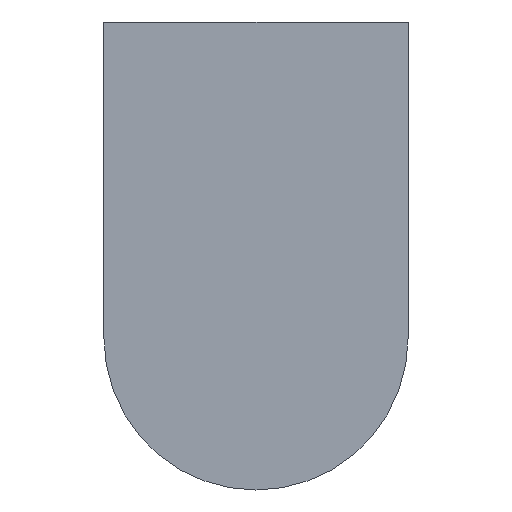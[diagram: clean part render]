
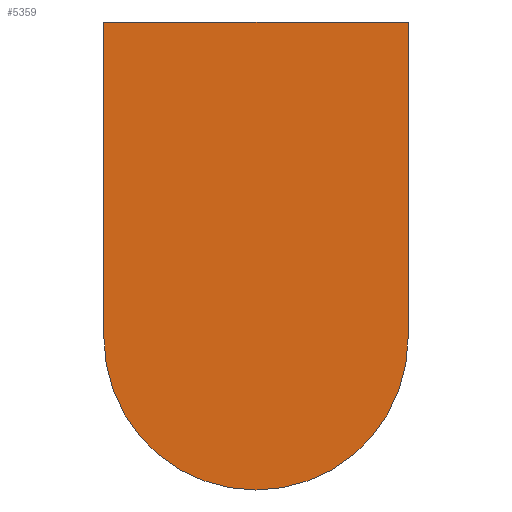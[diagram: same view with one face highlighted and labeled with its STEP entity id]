
A CAD part, front view. The second image highlights one B-rep face of the part: STEP entity #5359.
In plain terms, the highlighted planar face has unit normal (0, -1, 0).
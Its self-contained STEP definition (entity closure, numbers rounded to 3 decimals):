
#94 = DIRECTION ( 'NONE',  ( 0., 0., -1. ) ) ;
#479 = VECTOR ( 'NONE', #94, 1000. ) ;
#887 = CARTESIAN_POINT ( 'NONE',  ( 0., 0., 6.219 ) ) ;
#1183 = DIRECTION ( 'NONE',  ( 0., 1., 0. ) ) ;
#1358 = VERTEX_POINT ( 'NONE', #5162 ) ;
#1359 = DIRECTION ( 'NONE',  ( 0., 0., 1. ) ) ;
#1534 = EDGE_CURVE ( 'NONE', #2390, #8321, #3293, .T. ) ;
#1655 = VECTOR ( 'NONE', #4966, 1000. ) ;
#1737 = CARTESIAN_POINT ( 'NONE',  ( 22.5, 0., -40.5 ) ) ;
#1981 = EDGE_CURVE ( 'NONE', #5526, #1358, #2397, .T. ) ;
#2011 = FACE_OUTER_BOUND ( 'NONE', #3479, .T. ) ;
#2350 = EDGE_CURVE ( 'NONE', #8321, #7759, #5818, .T. ) ;
#2390 = VERTEX_POINT ( 'NONE', #7855 ) ;
#2397 = CIRCLE ( 'NONE', #2787, 22.5 ) ;
#2527 = CARTESIAN_POINT ( 'NONE',  ( 0., 0., -40.5 ) ) ;
#2781 = CARTESIAN_POINT ( 'NONE',  ( 22.5, 0., 6.219 ) ) ;
#2787 = AXIS2_PLACEMENT_3D ( 'NONE', #7507, #3648, #7534 ) ;
#2872 = AXIS2_PLACEMENT_3D ( 'NONE', #7683, #1183, #4479 ) ;
#3281 = CARTESIAN_POINT ( 'NONE',  ( 22.5, 0., 0. ) ) ;
#3293 = LINE ( 'NONE', #887, #6522 ) ;
#3339 = CARTESIAN_POINT ( 'NONE',  ( 0., 0., -63. ) ) ;
#3479 = EDGE_LOOP ( 'NONE', ( #5706, #7519, #7299, #6118, #4475 ) ) ;
#3626 = CARTESIAN_POINT ( 'NONE',  ( -22.5, 0., -40.5 ) ) ;
#3648 = DIRECTION ( 'NONE',  ( 0., 1., 0. ) ) ;
#4268 = LINE ( 'NONE', #3626, #1655 ) ;
#4475 = ORIENTED_EDGE ( 'NONE', *, *, #1534, .F. ) ;
#4479 = DIRECTION ( 'NONE',  ( 0., 0., 1. ) ) ;
#4837 = CIRCLE ( 'NONE', #2872, 22.5 ) ;
#4966 = DIRECTION ( 'NONE',  ( 0., 0., 1. ) ) ;
#5162 = CARTESIAN_POINT ( 'NONE',  ( -22.5, 0., -40.5 ) ) ;
#5187 = EDGE_CURVE ( 'NONE', #7759, #5526, #4837, .T. ) ;
#5359 = ADVANCED_FACE ( 'NONE', ( #2011 ), #6502, .F. ) ;
#5421 = DIRECTION ( 'NONE',  ( 1., 0., 0. ) ) ;
#5487 = AXIS2_PLACEMENT_3D ( 'NONE', #2527, #5778, #1359 ) ;
#5526 = VERTEX_POINT ( 'NONE', #3339 ) ;
#5706 = ORIENTED_EDGE ( 'NONE', *, *, #7131, .F. ) ;
#5778 = DIRECTION ( 'NONE',  ( 0., 1., 0. ) ) ;
#5818 = LINE ( 'NONE', #3281, #479 ) ;
#6118 = ORIENTED_EDGE ( 'NONE', *, *, #2350, .F. ) ;
#6502 = PLANE ( 'NONE',  #5487 ) ;
#6522 = VECTOR ( 'NONE', #5421, 1000. ) ;
#7131 = EDGE_CURVE ( 'NONE', #1358, #2390, #4268, .T. ) ;
#7299 = ORIENTED_EDGE ( 'NONE', *, *, #5187, .F. ) ;
#7507 = CARTESIAN_POINT ( 'NONE',  ( 0., 0., -40.5 ) ) ;
#7519 = ORIENTED_EDGE ( 'NONE', *, *, #1981, .F. ) ;
#7534 = DIRECTION ( 'NONE',  ( 0., 0., 1. ) ) ;
#7683 = CARTESIAN_POINT ( 'NONE',  ( 0., 0., -40.5 ) ) ;
#7759 = VERTEX_POINT ( 'NONE', #1737 ) ;
#7855 = CARTESIAN_POINT ( 'NONE',  ( -22.5, 0., 6.219 ) ) ;
#8321 = VERTEX_POINT ( 'NONE', #2781 ) ;
